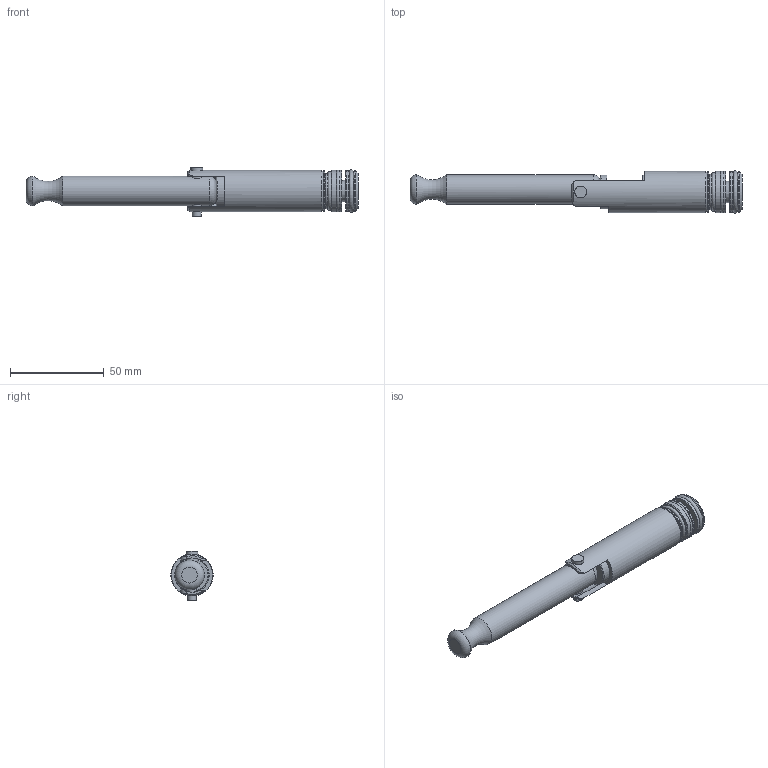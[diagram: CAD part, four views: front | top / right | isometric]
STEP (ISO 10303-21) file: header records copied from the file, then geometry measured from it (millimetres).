
FILE_DESCRIPTION(/* description */ (''),/* implementation_level */ '2;1');
FILE_NAME(/* name */ 'JNL1-0875.stp',/* time_stamp */ '2021-02-01T08:07:33-06:00',/* author */ ('scott.gulden'),/* organization */ ('FasTest,Inc.'),/* preprocessor_version */ 'ST-DEVELOPER v17.2',/* originating_system */ 'Autodesk Inventor 2019',/* authorisation */ '');
FILE_SCHEMA (('AUTOMOTIVE_DESIGN { 1 0 10303 214 3 1 1 }'));
Length unit declared in the file: inch
Products named in the file (1): JNL1-0875
Bounding box: 177.47 x 22.57 x 26.42 mm (x, y, z)
Volume: 44108.4 mm3; surface area: 17660.9 mm2
Topology: 1 solids, 1 shells, 101 faces, 278 edges, 196 vertices
Faces by surface type: plane 52, cylinder 24, cone 18, torus 7
Full cylindrical faces by diameter (mm): 4.343 x1, 4.762 x1, 4.826 x2, 6.35 x2, 7.95 x1, 9.119 x2, 15.875 x2, 18.136 x1, 18.339 x1, 18.745 x1, 21.793 x1, 21.844 x1, 21.869 x1, 22.098 x1, 22.225 x2
Entity records: 3650 total; most frequent: CARTESIAN_POINT 893, DIRECTION 602, ORIENTED_EDGE 554, EDGE_CURVE 277, AXIS2_PLACEMENT_3D 248, VERTEX_POINT 196, CIRCLE 146, EDGE_LOOP 124
